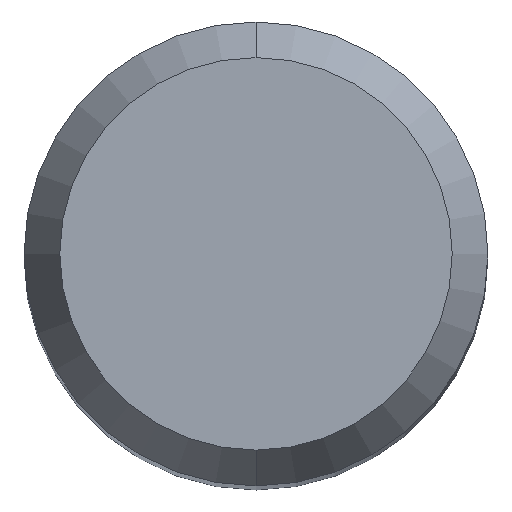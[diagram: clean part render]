
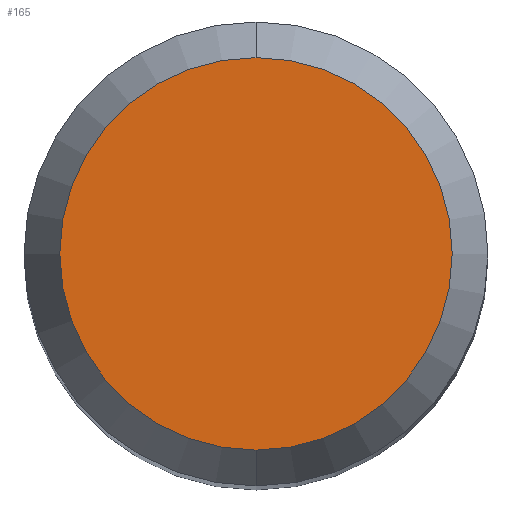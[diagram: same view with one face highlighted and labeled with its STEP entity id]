
A CAD part, top view. The second image highlights one B-rep face of the part: STEP entity #165.
In plain terms, the highlighted planar face has unit normal (0, 0, 1).
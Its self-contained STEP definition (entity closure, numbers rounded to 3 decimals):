
#165=ADVANCED_FACE('',(#441),#442,.T.);
#259=VERTEX_POINT('',#546);
#279=EDGE_CURVE('',#259,#313,#566,.T.);
#313=VERTEX_POINT('',#605);
#409=EDGE_CURVE('',#313,#259,#710,.T.);
#441=FACE_OUTER_BOUND('',#735,.T.);
#442=PLANE('',#736);
#546=CARTESIAN_POINT('',(0.0,2.538,29.948));
#566=CIRCLE('',#1028,2.538);
#605=CARTESIAN_POINT('',(0.,-2.538,29.948));
#710=CIRCLE('',#1327,2.538);
#735=EDGE_LOOP('',(#1349,#1350));
#736=AXIS2_PLACEMENT_3D('',#1351,#1352,#1353);
#1028=AXIS2_PLACEMENT_3D('',#1475,#1476,#1477);
#1327=AXIS2_PLACEMENT_3D('',#1641,#1642,#1643);
#1349=ORIENTED_EDGE('',*,*,#279,.F.);
#1350=ORIENTED_EDGE('',*,*,#409,.F.);
#1351=CARTESIAN_POINT('',(0.0,1.269,29.948));
#1352=DIRECTION('',(-0.0,0.0,1.0));
#1353=DIRECTION('',(0.0,-1.0,0.0));
#1475=CARTESIAN_POINT('',(0.0,0.0,29.948));
#1476=DIRECTION('',(0.0,0.0,-1.0));
#1477=DIRECTION('',(0.0,1.0,0.0));
#1641=CARTESIAN_POINT('',(0.0,0.0,29.948));
#1642=DIRECTION('',(0.0,0.0,-1.0));
#1643=DIRECTION('',(0.0,1.0,0.0));
